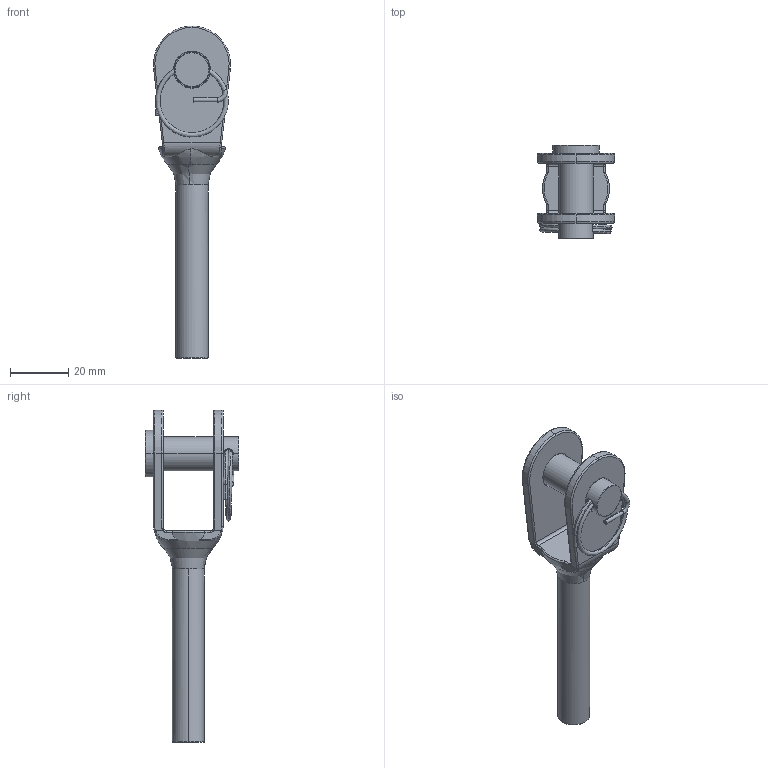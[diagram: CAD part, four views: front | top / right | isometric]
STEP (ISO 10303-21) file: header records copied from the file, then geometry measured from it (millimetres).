
FILE_DESCRIPTION (( 'STEP AP203' ), '1' );
FILE_NAME ('101200808.STEP', '2018-03-14T13:58:00', ( '' ), ( '' ), 'SwSTEP 2.0', 'SolidWorks 2015', '' );
FILE_SCHEMA (( 'CONFIG_CONTROL_DESIGN' ));
Length unit declared in the file: millimetre
Products named in the file (4): 101200X0X Teil2_101200808 Teil2; 101200X0X Teil3_101200808 Teil3; 101200808; 101200X0X Teil1_101200808 Teil1
Assembly tree (3 placements, depth 2):
  101200808
    101200X0X Teil1_101200808 Teil1
    101200X0X Teil2_101200808 Teil2
    101200X0X Teil3_101200808 Teil3
Bounding box: 26.47 x 32 x 114 mm (x, y, z)
Volume: 15253.1 mm3; surface area: 11184.8 mm2
Topology: 3 solids, 3 shells, 362 faces, 955 edges, 610 vertices
Faces by surface type: bspline 146, plane 96, cylinder 85, torus 33, cone 2
Entity records: 21929 total; most frequent: CARTESIAN_POINT 13653, ORIENTED_EDGE 1910, DIRECTION 1210, EDGE_CURVE 955, VERTEX_POINT 610, AXIS2_PLACEMENT_3D 422, EDGE_LOOP 381, LINE 366
